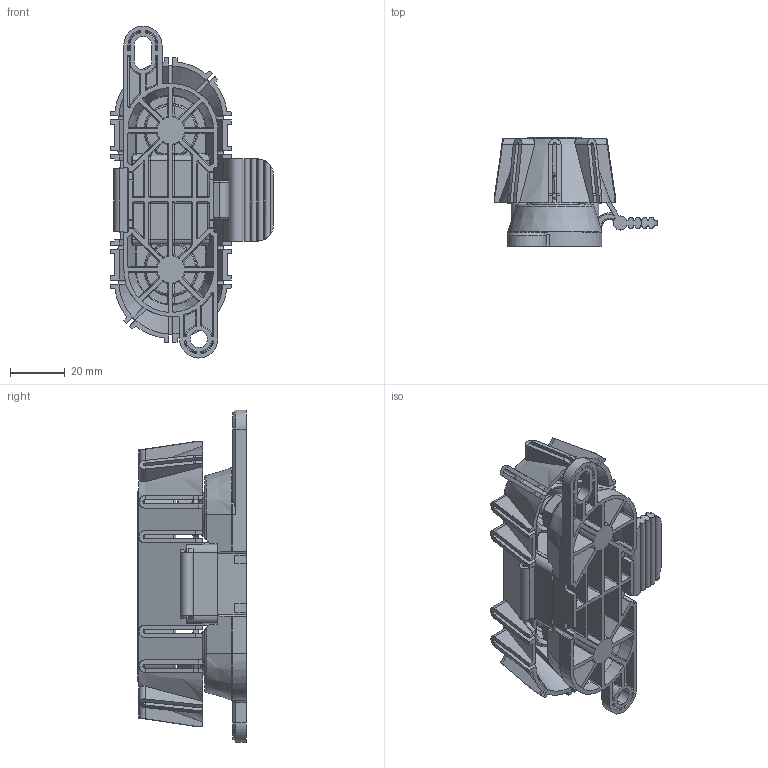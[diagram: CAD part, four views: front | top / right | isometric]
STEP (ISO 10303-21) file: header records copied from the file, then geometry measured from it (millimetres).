
FILE_DESCRIPTION((''),'2;1');
FILE_NAME('MFH-M11-SR_INSTALLED_NCF_ASM','2025-05-27T14:26:16',('20077268'),(''),'CREO PARAMETRIC BY PTC INC, 2024014','CREO PARAMETRIC BY PTC INC, 2024014','');
FILE_SCHEMA(('CONFIG_CONTROL_DESIGN'));
Length unit declared in the file: millimetre
Products named in the file (5): MFH-MXX-XX_BODY_NCF; C05-1003-M1_NCF; C02-1005-X_NCF; MFH-SR_NCF_INSTALLED; MFH-M11-SR_INSTALLED_NCF_ASM
Assembly tree (6 placements, depth 2):
  MFH-M11-SR_INSTALLED_NCF_ASM
    MFH-MXX-XX_BODY_NCF
    C05-1003-M1_NCF  x2
    C02-1005-X_NCF  x2
    MFH-SR_NCF_INSTALLED
Bounding box: 59.65 x 39.8 x 121.36 mm (x, y, z)
Volume: 53888.1 mm3; surface area: 56106.6 mm2
Topology: 6 solids, 6 shells, 2343 faces, 5806 edges, 3545 vertices
Faces by surface type: plane 929, cylinder 749, bspline 200, cone 180, sphere 145, torus 140
Entity records: 71423 total; most frequent: CARTESIAN_POINT 26874, ORIENTED_EDGE 9544, DIRECTION 9024, EDGE_CURVE 4772, AXIS2_PLACEMENT_3D 3387, VERTEX_POINT 2885, VECTOR 2250, LINE 2250
